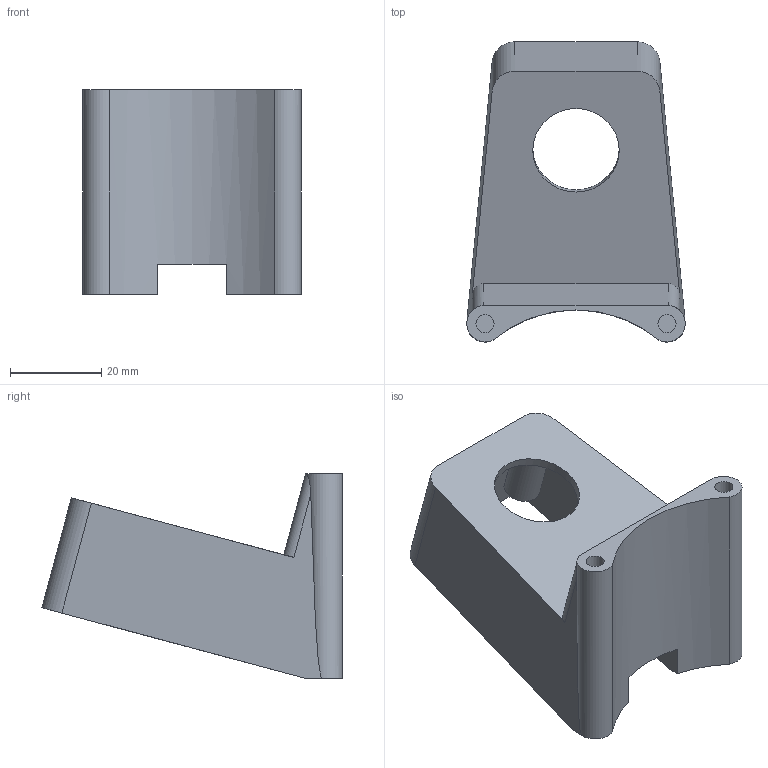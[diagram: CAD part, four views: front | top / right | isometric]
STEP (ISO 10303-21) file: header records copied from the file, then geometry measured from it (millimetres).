
FILE_DESCRIPTION(/* description */ (''),/* implementation_level */ '2;1');
FILE_NAME(/* name */ 'uvc-camera-mount_v01.0.step',/* time_stamp */ '2025-09-23T16:19:24+02:00',/* author */ (''),/* organization */ (''),/* preprocessor_version */ 'ST-DEVELOPER v20.1',/* originating_system */ 'Autodesk Translation Framework v14.10.0.0',/* authorisation */ '');
FILE_SCHEMA (('AUTOMOTIVE_DESIGN { 1 0 10303 214 3 1 1 }'));
Length unit declared in the file: millimetre
Products named in the file (1): Camera Chassis v5
Bounding box: 48 x 65.95 x 45 mm (x, y, z)
Volume: 44504.5 mm3; surface area: 15316.1 mm2
Topology: 1 solids, 1 shells, 55 faces, 133 edges, 88 vertices
Faces by surface type: plane 29, cylinder 26
Full cylindrical faces by diameter (mm): 3.2 x4, 4 x4, 19 x1
Entity records: 1682 total; most frequent: DIRECTION 299, CARTESIAN_POINT 299, ORIENTED_EDGE 266, EDGE_CURVE 133, AXIS2_PLACEMENT_3D 112, VERTEX_POINT 88, LINE 75, VECTOR 75
